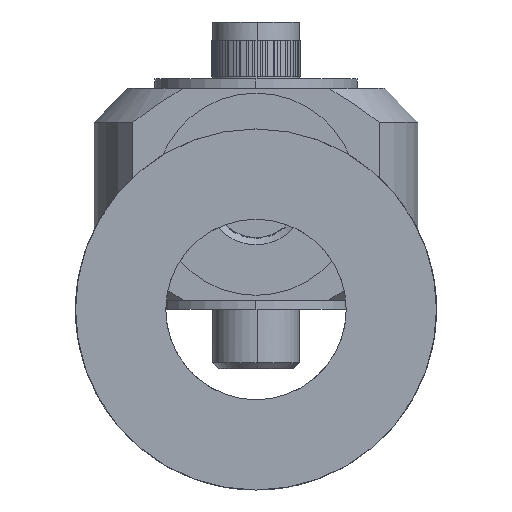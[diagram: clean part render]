
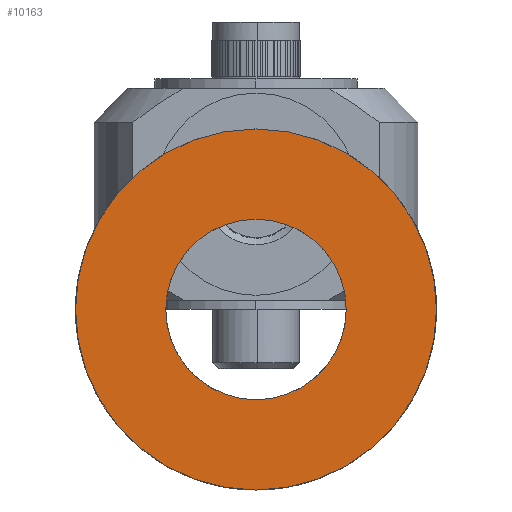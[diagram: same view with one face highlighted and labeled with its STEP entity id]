
A CAD part, left-side view. The second image highlights one B-rep face of the part: STEP entity #10163.
In plain terms, the highlighted face is planar.
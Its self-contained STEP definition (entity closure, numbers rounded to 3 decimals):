
#843=PLANE('',#17709);
#3442=VERTEX_POINT('',#15714);
#3474=VERTEX_POINT('',#16143);
#4064=CIRCLE('',#17687,1.25);
#4070=CIRCLE('',#17708,2.5);
#5423=EDGE_CURVE('',#3442,#3442,#4064,.T.);
#5467=EDGE_CURVE('',#3474,#3474,#4070,.T.);
#8291=ORIENTED_EDGE('',*,*,#5423,.T.);
#8292=ORIENTED_EDGE('',*,*,#5467,.F.);
#8962=EDGE_LOOP('',(#8291));
#8963=EDGE_LOOP('',(#8292));
#9571=FACE_BOUND('',#8962,.T.);
#9572=FACE_BOUND('',#8963,.T.);
#10163=ADVANCED_FACE('',(#9571,#9572),#843,.T.);
#12819=DIRECTION('',(0.,0.,-1.));
#12820=DIRECTION('',(1.25,0.,0.));
#12873=DIRECTION('',(0.,0.,-1.));
#12874=DIRECTION('',(2.5,0.,0.));
#12875=DIRECTION('',(0.,0.,1.));
#15713=CARTESIAN_POINT('',(0.,0.,7.));
#15714=CARTESIAN_POINT('',(-1.25,0.,7.));
#16142=CARTESIAN_POINT('',(0.,0.,7.));
#16143=CARTESIAN_POINT('',(2.5,0.,7.));
#16144=CARTESIAN_POINT('',(0.,0.,7.));
#17687=AXIS2_PLACEMENT_3D('',#15713,#12819,#12820);
#17708=AXIS2_PLACEMENT_3D('',#16142,#12873,#12874);
#17709=AXIS2_PLACEMENT_3D('',#16144,#12875,$);
